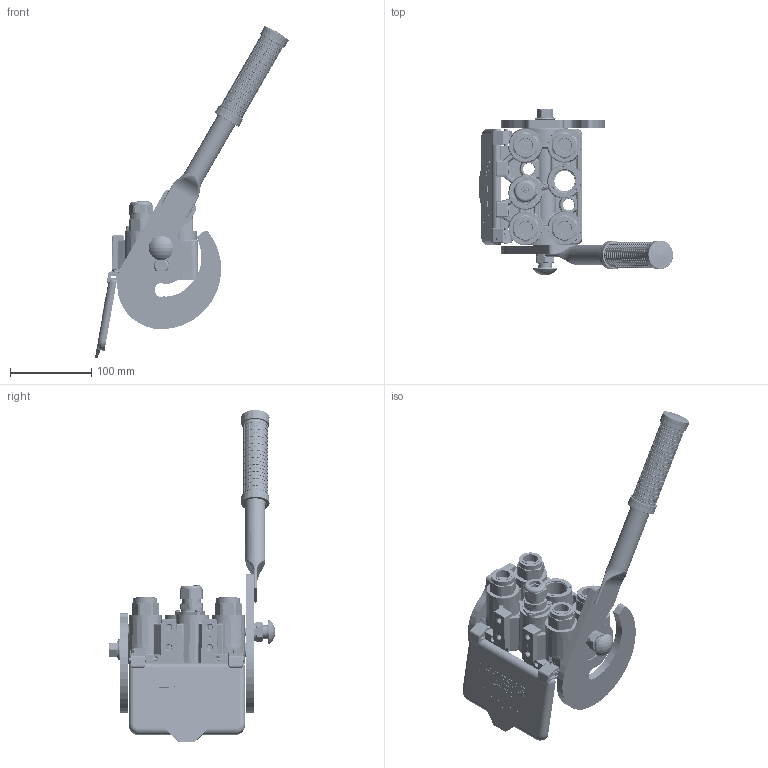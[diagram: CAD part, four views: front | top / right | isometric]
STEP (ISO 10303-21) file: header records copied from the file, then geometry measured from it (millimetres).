
FILE_DESCRIPTION (( 'STEP AP214' ), '1' );
FILE_NAME ('FASTER.step', '2023-11-15T19:53:01', ( '' ), ( '' ), 'SwSTEP 2.0', 'SolidWorks 2017', '' );
FILE_SCHEMA (( 'AUTOMOTIVE_DESIGN' ));
Length unit declared in the file: millimetre
Products named in the file (42): 4830_001_0004_000; curs_molla_12; 4830_044_0000_000; 4830_022_0000_011; 4340_014_0000_000; Copia di 4830_042_0000_000.prt^corspel08-7_f; or1_5x7_m; 4830_025_1000_000; 4850_001_0001_007; 0048_042_0412_000; or2_62x17_86; 4850_024_4000_000; conn_7p_f; FASTER; Copia di 4850_032_0000_000.prt^Copia di inspel08-7_f.asm_corspel08-7_f; corspel08-7_f; 4852_020_0001_001; Copia di inspel08-7_f.prt^Copia di inspel08-7_f.asm_corspel08-7_f; A_2ffnb12_gas_f; 2ffnb12_gas_f; sicura_p5; 4142_072_1000_300; Copia di 4850_007_0003_000.prt^corspel08-7_f; Copia di inspel08-7_f.asm^corspel08-7_f; et012; P608_F_BASE; Copia di 4850_007_0001_000.prt^corspel08-7_f; 4830_001_0005_301; 4830_025_2000_000; 4830_070_0000_001; 4850_024_4000_000_ASM; 4830_025_0000_001; 4850_024_0000_020; 4241_072_0000_200; 4850_024_0000_012; 4850_024_0000_022; 4850_024_2000_011; 1540_080_0012_000; 4850_024_2000_020; 4850_007_0000_000 ...
Assembly tree (54 placements, depth 5):
  FASTER
    P608_F_BASE
      4852_020_0001_001
      4830_001_0004_000  x2
      4850_001_0001_007
      4830_001_0005_300
      4830_001_0005_301
    A_2ffnb12_gas_f  x4
      curs_molla_12
        4340_014_0000_000
        4142_072_1000_300
      2ffnb12_gas_f
        2ffnb12_gas_f
    conn_7p_f
      corspel08-7_f
        Copia di 4850_007_0001_000.prt^corspel08-7_f
        Copia di inspel08-7_f.asm^corspel08-7_f
          Copia di inspel08-7_f.prt^Copia di inspel08-7_f.asm_corspel08-7_f
          Copia di 4850_032_0000_000.prt^Copia di inspel08-7_f.asm_corspel08-7_f  x7
        Copia di 4850_007_0003_000.prt^corspel08-7_f
        Copia di 4830_042_0000_000.prt^corspel08-7_f
      4830_044_0000_000  x3
      4850_007_0000_000
      4241_072_0000_200
    4850_024_4000_000
      4850_024_4000_000_ASM
        4850_024_2000_020
        4850_024_0000_022
        4850_024_2000_011
      sicura_p5
        4830_025_0000_001
        or1_5x7_m
        0048_042_0412_000
      4850_024_0000_020
      1540_080_0012_000
      4850_024_0000_012
      4830_025_2000_000
      4830_025_1000_000
      4830_022_0000_011
      4830_070_0000_001
      or2_62x17_86  x2
    et012
Bounding box: 238.68 x 205.33 x 408.7 mm (x, y, z)
Volume: 285798.8 mm3; surface area: 413984.7 mm2
Topology: 37 solids, 100 shells, 7504 faces, 19858 edges, 12724 vertices
Faces by surface type: plane 3570, cylinder 2105, torus 704, cone 539, bspline 508, sphere 78
Entity records: 277542 total; most frequent: CARTESIAN_POINT 120376, ORIENTED_EDGE 33495, DIRECTION 27931, EDGE_CURVE 16870, VERTEX_POINT 10844, VECTOR 10445, LINE 10445, AXIS2_PLACEMENT_3D 8743
